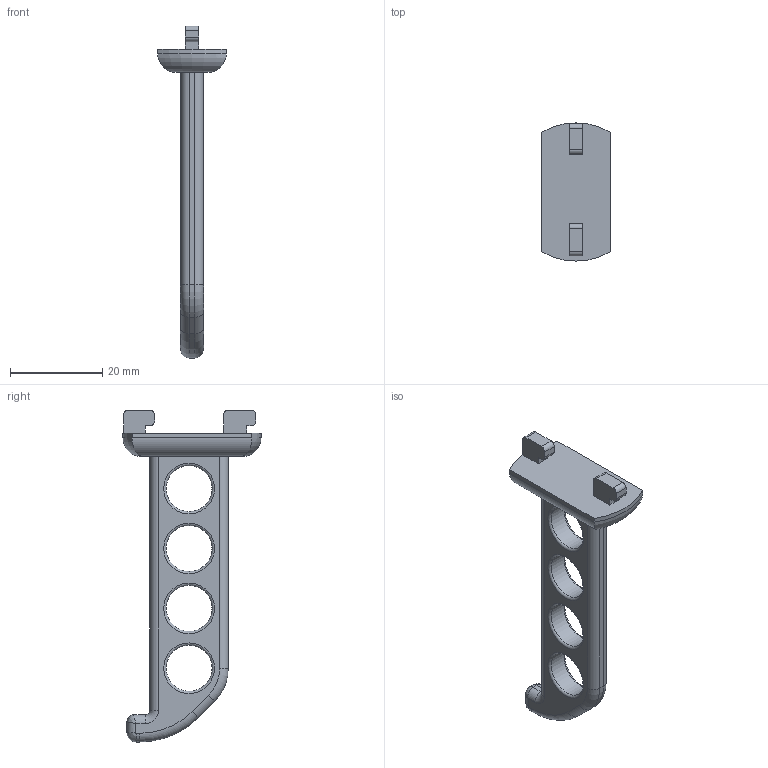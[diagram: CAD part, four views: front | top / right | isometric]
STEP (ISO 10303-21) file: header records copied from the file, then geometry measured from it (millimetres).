
FILE_DESCRIPTION(/* description */ (''),/* implementation_level */ '2;1');
FILE_NAME(/* name */ 'Spool Holder printable.step',/* time_stamp */ '2024-08-27T08:55:14-07:00',/* author */ (''),/* organization */ (''),/* preprocessor_version */ 'ST-DEVELOPER v20',/* originating_system */ 'Autodesk Translation Framework v12.14.0.127',/* authorisation */ '');
FILE_SCHEMA (('AUTOMOTIVE_DESIGN { 1 0 10303 214 3 1 1 }'));
Length unit declared in the file: millimetre
Products named in the file (1): Spool Holder V3
Bounding box: 14.92 x 30 x 72.09 mm (x, y, z)
Volume: 5283 mm3; surface area: 3670.4 mm2
Topology: 1 solids, 1 shells, 78 faces, 186 edges, 111 vertices
Faces by surface type: cylinder 31, plane 27, torus 16, bspline 4
Full cylindrical faces by diameter (mm): 10 x4
Entity records: 2394 total; most frequent: CARTESIAN_POINT 500, DIRECTION 416, ORIENTED_EDGE 368, EDGE_CURVE 184, AXIS2_PLACEMENT_3D 161, VERTEX_POINT 111, LINE 94, VECTOR 94
